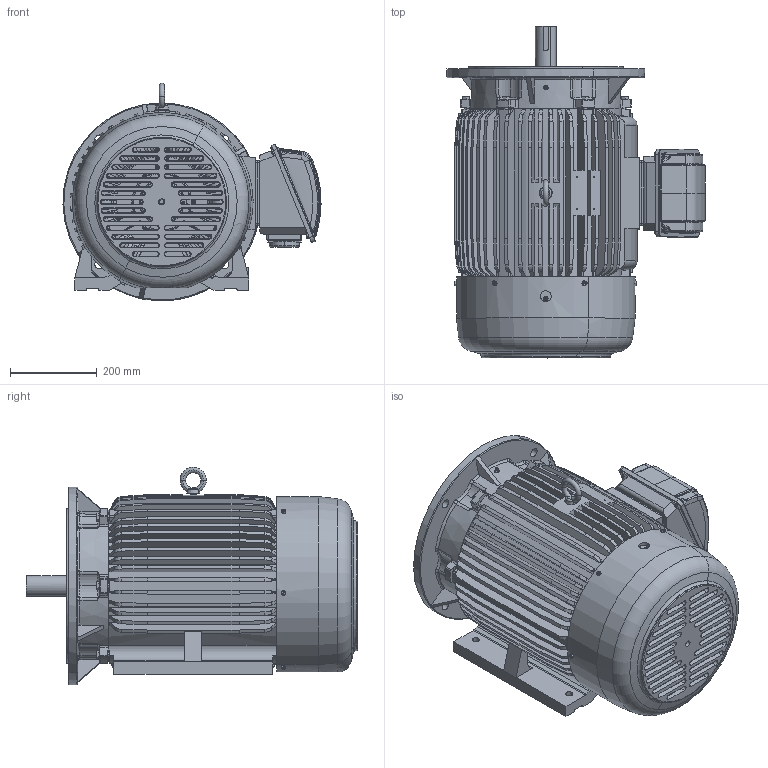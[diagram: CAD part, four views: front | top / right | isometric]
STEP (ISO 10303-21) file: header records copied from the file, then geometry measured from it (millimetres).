
FILE_DESCRIPTION(('CATIA V5 STEP Exchange'),'2;1');
FILE_NAME('326TS-HV-DF_AllCATPart.stp','2012-08-25T03:33:43+00:00',('none'),('none'),'CATIA Version 5 Release 19 SP 9 (IN-10)','CATIA V5 STEP AP203','none');
FILE_SCHEMA(('CONFIG_CONTROL_DESIGN'));
Length unit declared in the file: millimetre
Products named in the file (1): 326TS-HV-DF_AllCATPart
Bounding box: 593.82 x 763.5 x 500.44 mm (x, y, z)
Volume: 24488391.1 mm3; surface area: 4422292.5 mm2
Topology: 48 solids, 48 shells, 4013 faces, 10836 edges, 6955 vertices
Faces by surface type: plane 1287, cylinder 884, torus 849, cone 610, bspline 321, sphere 60, revolution 2
Entity records: 159731 total; most frequent: CARTESIAN_POINT 74041, ORIENTED_EDGE 21520, DIRECTION 11262, EDGE_CURVE 10760, VERTEX_POINT 6955, AXIS2_PLACEMENT_3D 5844, EDGE_LOOP 4345, ADVANCED_FACE 4013
